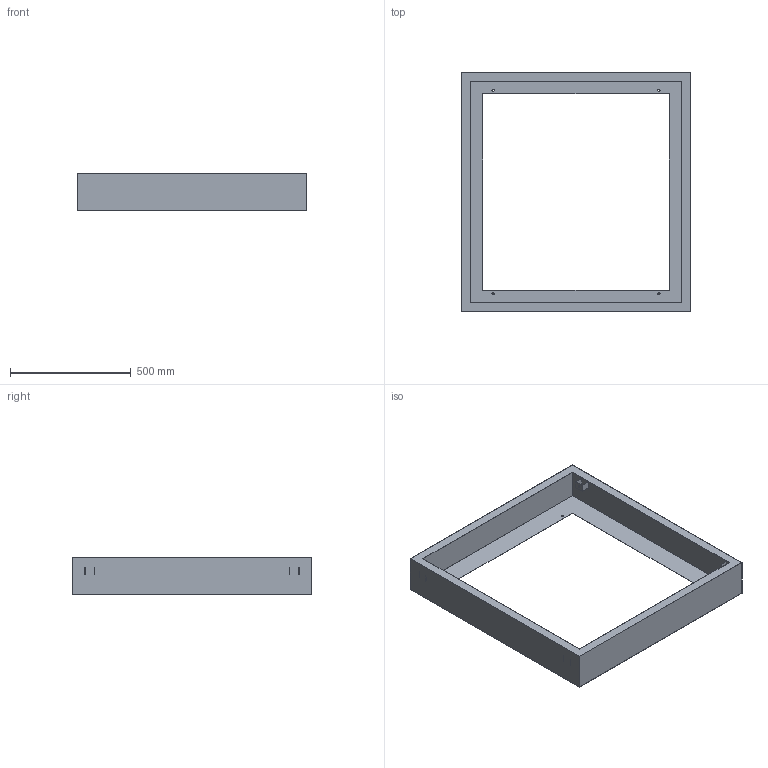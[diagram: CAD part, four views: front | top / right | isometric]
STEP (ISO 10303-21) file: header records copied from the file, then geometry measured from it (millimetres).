
FILE_DESCRIPTION (( 'STEP AP214' ), '1' );
FILE_NAME ('MKM42-00-31 Êîæóõ äëÿ íàâåñíîãî èñïîëíåíèÿ.STEP', '2016-08-04T08:09:59', ( 'user' ), ( '' ), 'SwSTEP 2.0', 'SolidWorks 2014', '' );
FILE_SCHEMA (( 'AUTOMOTIVE_DESIGN' ));
Length unit declared in the file: millimetre
Products named in the file (1): MKM42-00-31 Êîæóõ äëÿ íàâåñíîãî èñïîëíåíèÿ
Bounding box: 954 x 994 x 157 mm (x, y, z)
Volume: 1076134.3 mm3; surface area: 2159913.7 mm2
Topology: 1 solids, 1 shells, 68 faces, 192 edges, 128 vertices
Faces by surface type: plane 52, cylinder 16
Entity records: 2274 total; most frequent: CARTESIAN_POINT 389, ORIENTED_EDGE 384, DIRECTION 362, EDGE_CURVE 192, VECTOR 160, LINE 160, VERTEX_POINT 128, AXIS2_PLACEMENT_3D 101
